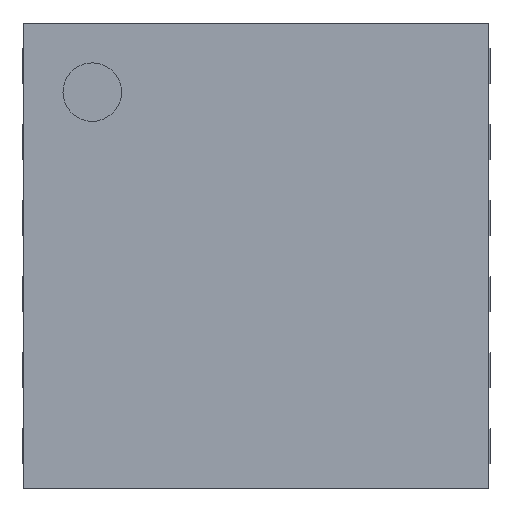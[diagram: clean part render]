
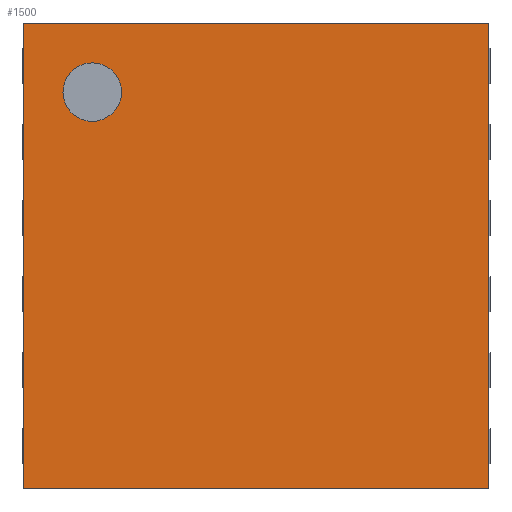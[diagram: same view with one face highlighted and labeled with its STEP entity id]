
A CAD part, top view. The second image highlights one B-rep face of the part: STEP entity #1500.
In plain terms, the highlighted planar face has unit normal (0, 0, 1).
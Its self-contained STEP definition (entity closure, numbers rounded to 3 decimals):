
#12=DIRECTION('',(0.,0.,1.));
#97=DIRECTION('',(0.,0.,-1.));
#157=VECTOR('',#158,1.);
#158=DIRECTION('',(0.,-1.,0.));
#164=VECTOR('',#165,1.);
#165=DIRECTION('',(1.,0.,0.));
#478=VERTEX_POINT('',#479);
#479=CARTESIAN_POINT('',(-1.99,1.99,0.92));
#481=ORIENTED_EDGE('',*,*,#482,.T.);
#482=EDGE_CURVE('',#478,#483,#485,.T.);
#483=VERTEX_POINT('',#484);
#484=CARTESIAN_POINT('',(-1.99,-1.99,0.92));
#485=LINE('',#479,#157);
#597=VERTEX_POINT('',#598);
#598=CARTESIAN_POINT('',(1.99,1.99,0.92));
#601=EDGE_CURVE('',#597,#602,#604,.T.);
#602=VERTEX_POINT('',#603);
#603=CARTESIAN_POINT('',(1.99,-1.99,0.92));
#604=LINE('',#598,#157);
#711=ORIENTED_EDGE('',*,*,#712,.F.);
#712=EDGE_CURVE('',#478,#597,#713,.T.);
#713=LINE('',#479,#164);
#1420=EDGE_CURVE('',#483,#602,#1421,.T.);
#1421=LINE('',#484,#164);
#1500=ADVANCED_FACE('',(#1501,#1505),#1514,.T.);
#1501=FACE_BOUND('',#1502,.T.);
#1502=EDGE_LOOP('',(#711,#481,#1503,#1504));
#1503=ORIENTED_EDGE('',*,*,#1420,.T.);
#1504=ORIENTED_EDGE('',*,*,#601,.F.);
#1505=FACE_BOUND('',#1506,.T.);
#1506=EDGE_LOOP('',(#1507));
#1507=ORIENTED_EDGE('',*,*,#1508,.T.);
#1508=EDGE_CURVE('',#1509,#1509,#1511,.T.);
#1509=VERTEX_POINT('',#1510);
#1510=CARTESIAN_POINT('',(-1.4,1.15,0.92));
#1511=CIRCLE('',#1512,0.25);
#1512=AXIS2_PLACEMENT_3D('',#1513,#97,#158);
#1513=CARTESIAN_POINT('',(-1.4,1.4,0.92));
#1514=PLANE('',#1515);
#1515=AXIS2_PLACEMENT_3D('',#479,#12,#158);
